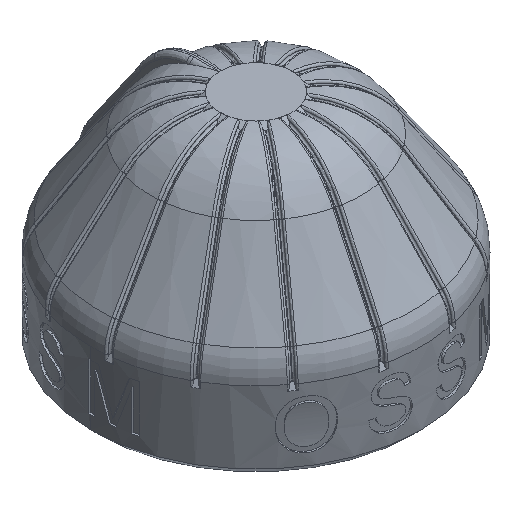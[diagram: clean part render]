
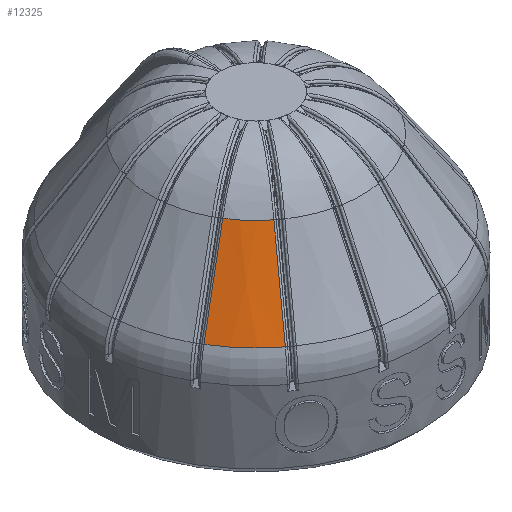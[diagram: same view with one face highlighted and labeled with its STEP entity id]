
A CAD part, isometric view. The second image highlights one B-rep face of the part: STEP entity #12325.
In plain terms, the highlighted conical face has half-angle 34.695 degrees and reference radius 13 mm.
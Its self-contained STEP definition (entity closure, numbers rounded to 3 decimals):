
#534=CONICAL_SURFACE('',#13260,13.,0.606);
#903=FACE_OUTER_BOUND('',#1647,.T.);
#1647=EDGE_LOOP('',(#9569,#9570,#9571,#9572));
#2647=B_SPLINE_CURVE_WITH_KNOTS('',3,(#21415,#21416,#21417,#21418),
 .UNSPECIFIED.,.F.,.F.,(4,4),(0.,0.954),.UNSPECIFIED.);
#2651=B_SPLINE_CURVE_WITH_KNOTS('',3,(#21463,#21464,#21465,#21466),
 .UNSPECIFIED.,.F.,.F.,(4,4),(0.,0.954),.UNSPECIFIED.);
#3380=CIRCLE('',#13259,16.611);
#3381=CIRCLE('',#13261,11.184);
#5440=VERTEX_POINT('',#21375);
#5442=VERTEX_POINT('',#21408);
#5446=VERTEX_POINT('',#21454);
#5447=VERTEX_POINT('',#21461);
#6958=EDGE_CURVE('',#5440,#5442,#2647,.T.);
#6964=EDGE_CURVE('',#5442,#5446,#3380,.T.);
#6966=EDGE_CURVE('',#5447,#5440,#3381,.T.);
#6967=EDGE_CURVE('',#5446,#5447,#2651,.T.);
#9569=ORIENTED_EDGE('',*,*,#6958,.F.);
#9570=ORIENTED_EDGE('',*,*,#6966,.F.);
#9571=ORIENTED_EDGE('',*,*,#6967,.F.);
#9572=ORIENTED_EDGE('',*,*,#6964,.F.);
#12325=ADVANCED_FACE('',(#903),#534,.T.);
#13259=AXIS2_PLACEMENT_3D('',#21455,#14589,#14590);
#13260=AXIS2_PLACEMENT_3D('',#21460,#14591,#14592);
#13261=AXIS2_PLACEMENT_3D('',#21462,#14593,#14594);
#14589=DIRECTION('center_axis',(0.,0.,-1.));
#14590=DIRECTION('ref_axis',(-1.,0.,0.));
#14591=DIRECTION('center_axis',(0.,0.,-1.));
#14592=DIRECTION('ref_axis',(-1.,0.,0.));
#14593=DIRECTION('center_axis',(0.,0.,1.));
#14594=DIRECTION('ref_axis',(-1.,0.,0.));
#21375=CARTESIAN_POINT('',(-6.906,-8.798,-1.877));
#21408=CARTESIAN_POINT('',(-10.095,-13.191,-9.716));
#21415=CARTESIAN_POINT('Ctrl Pts',(-6.906,-8.798,
-1.877));
#21416=CARTESIAN_POINT('Ctrl Pts',(-7.969,-10.262,
-4.49));
#21417=CARTESIAN_POINT('Ctrl Pts',(-9.032,-11.727,
-7.103));
#21418=CARTESIAN_POINT('Ctrl Pts',(-10.095,-13.191,-9.716));
#21454=CARTESIAN_POINT('',(-14.174,-8.661,-9.716));
#21455=CARTESIAN_POINT('Origin',(0.,0.,-9.716));
#21460=CARTESIAN_POINT('Origin',(0.,0.,-4.5));
#21461=CARTESIAN_POINT('',(-9.471,-5.948,-1.877));
#21462=CARTESIAN_POINT('Origin',(0.,0.,-1.877));
#21463=CARTESIAN_POINT('Ctrl Pts',(-14.174,-8.661,
-9.716));
#21464=CARTESIAN_POINT('Ctrl Pts',(-12.607,-7.757,
-7.103));
#21465=CARTESIAN_POINT('Ctrl Pts',(-11.039,-6.853,-4.49));
#21466=CARTESIAN_POINT('Ctrl Pts',(-9.471,-5.948,
-1.877));
